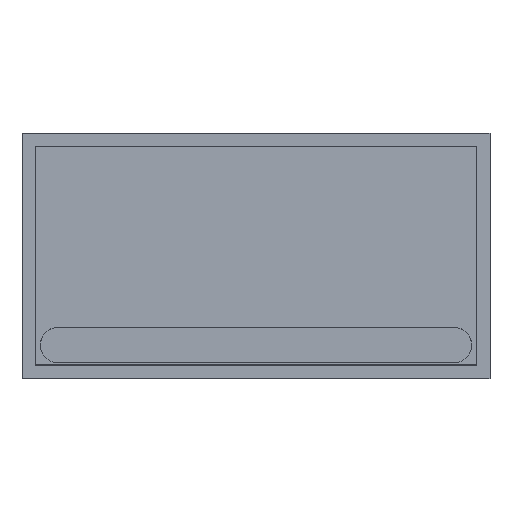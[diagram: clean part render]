
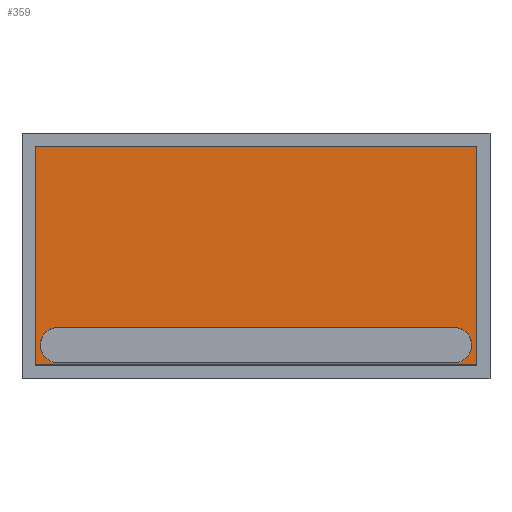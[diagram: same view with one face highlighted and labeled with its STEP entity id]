
A CAD part, top view. The second image highlights one B-rep face of the part: STEP entity #359.
In plain terms, the highlighted planar face has unit normal (0, 0, 1).
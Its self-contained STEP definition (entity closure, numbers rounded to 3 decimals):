
#17=FACE_BOUND('',#53,.T.);
#20=CIRCLE('',#392,4.);
#22=CIRCLE('',#396,4.);
#31=FACE_OUTER_BOUND('',#52,.T.);
#52=EDGE_LOOP('',(#259,#260,#261,#262));
#53=EDGE_LOOP('',(#263,#264,#265,#266));
#71=LINE('',#515,#115);
#76=LINE('',#529,#120);
#79=LINE('',#540,#123);
#80=LINE('',#542,#124);
#81=LINE('',#544,#125);
#82=LINE('',#545,#126);
#115=VECTOR('',#419,10.);
#120=VECTOR('',#432,10.);
#123=VECTOR('',#445,10.);
#124=VECTOR('',#446,10.);
#125=VECTOR('',#447,10.);
#126=VECTOR('',#448,10.);
#159=VERTEX_POINT('',#513);
#160=VERTEX_POINT('',#514);
#163=VERTEX_POINT('',#522);
#165=VERTEX_POINT('',#528);
#167=VERTEX_POINT('',#538);
#168=VERTEX_POINT('',#539);
#169=VERTEX_POINT('',#541);
#170=VERTEX_POINT('',#543);
#191=EDGE_CURVE('',#159,#160,#71,.T.);
#195=EDGE_CURVE('',#163,#159,#20,.T.);
#198=EDGE_CURVE('',#165,#163,#76,.T.);
#201=EDGE_CURVE('',#160,#165,#22,.T.);
#203=EDGE_CURVE('',#167,#168,#79,.T.);
#204=EDGE_CURVE('',#168,#169,#80,.T.);
#205=EDGE_CURVE('',#169,#170,#81,.T.);
#206=EDGE_CURVE('',#170,#167,#82,.T.);
#259=ORIENTED_EDGE('',*,*,#203,.T.);
#260=ORIENTED_EDGE('',*,*,#204,.T.);
#261=ORIENTED_EDGE('',*,*,#205,.T.);
#262=ORIENTED_EDGE('',*,*,#206,.T.);
#263=ORIENTED_EDGE('',*,*,#191,.T.);
#264=ORIENTED_EDGE('',*,*,#201,.T.);
#265=ORIENTED_EDGE('',*,*,#198,.T.);
#266=ORIENTED_EDGE('',*,*,#195,.T.);
#338=PLANE('',#399);
#359=ADVANCED_FACE('',(#31,#17),#338,.T.);
#392=AXIS2_PLACEMENT_3D('',#523,#425,#426);
#396=AXIS2_PLACEMENT_3D('',#534,#437,#438);
#399=AXIS2_PLACEMENT_3D('',#537,#443,#444);
#419=DIRECTION('',(1.,0.,0.));
#425=DIRECTION('center_axis',(0.,0.,-1.));
#426=DIRECTION('ref_axis',(0.,1.,0.));
#432=DIRECTION('',(-1.,0.,0.));
#437=DIRECTION('center_axis',(0.,0.,-1.));
#438=DIRECTION('ref_axis',(0.,-1.,0.));
#443=DIRECTION('center_axis',(0.,0.,1.));
#444=DIRECTION('ref_axis',(1.,0.,0.));
#445=DIRECTION('',(0.,-1.,0.));
#446=DIRECTION('',(1.,0.,0.));
#447=DIRECTION('',(0.,1.,0.));
#448=DIRECTION('',(-1.,0.,0.));
#513=CARTESIAN_POINT('',(8.125,-181.442,33.175));
#514=CARTESIAN_POINT('',(96.875,-181.442,33.175));
#515=CARTESIAN_POINT('',(30.313,-181.442,33.175));
#522=CARTESIAN_POINT('',(8.125,-189.442,33.175));
#523=CARTESIAN_POINT('Origin',(8.125,-185.442,33.175));
#528=CARTESIAN_POINT('',(96.875,-189.442,33.175));
#529=CARTESIAN_POINT('',(74.688,-189.442,33.175));
#534=CARTESIAN_POINT('Origin',(96.875,-185.442,33.175));
#537=CARTESIAN_POINT('Origin',(52.5,-165.442,33.175));
#538=CARTESIAN_POINT('',(3.05,-140.992,33.175));
#539=CARTESIAN_POINT('',(3.05,-189.892,33.175));
#540=CARTESIAN_POINT('',(3.05,-140.992,33.175));
#541=CARTESIAN_POINT('',(101.95,-189.892,33.175));
#542=CARTESIAN_POINT('',(3.05,-189.892,33.175));
#543=CARTESIAN_POINT('',(101.95,-140.992,33.175));
#544=CARTESIAN_POINT('',(101.95,-189.892,33.175));
#545=CARTESIAN_POINT('',(101.95,-140.992,33.175));
